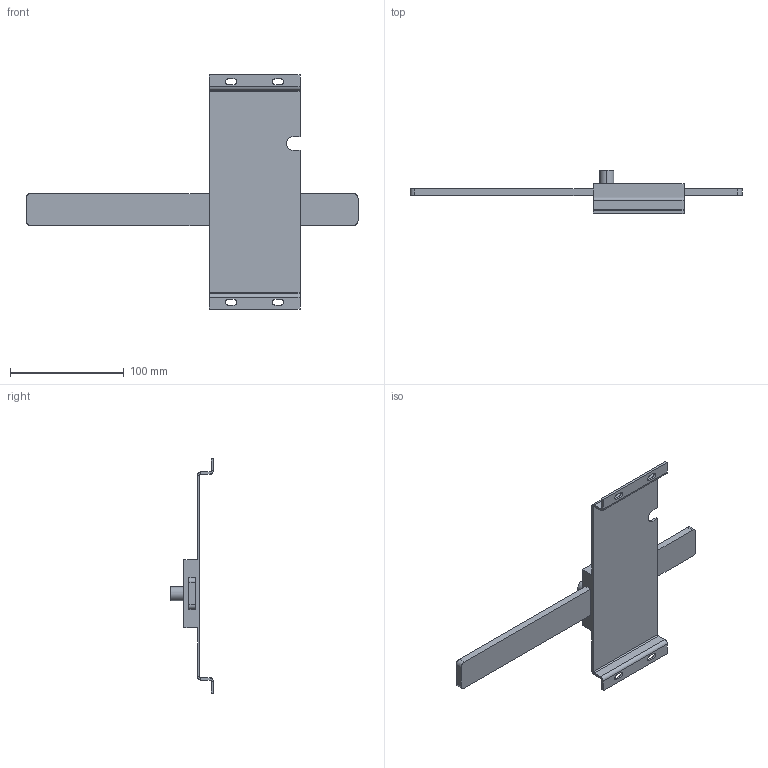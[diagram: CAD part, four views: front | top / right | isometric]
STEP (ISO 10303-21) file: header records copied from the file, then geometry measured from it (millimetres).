
FILE_DESCRIPTION (( 'STEP AP203' ), '1' );
FILE_NAME ('Ìåõàíè÷åñêàÿ âçàèìíàÿ áëîêèðîâêà 2-õ 4Ð ÂÀ-99Ì 630.STEP', '2018-09-04T06:02:53', ( '' ), ( '' ), 'SwSTEP 2.0', 'SolidWorks 2017', '' );
FILE_SCHEMA (( 'CONFIG_CONTROL_DESIGN' ));
Length unit declared in the file: millimetre
Products named in the file (1): Ìåõàíè÷åñêàÿ âçàèìíàÿ áëîêèðîâêà 2-õ 4Ð ÂÀ-99Ì 630
Bounding box: 292 x 37.7 x 206 mm (x, y, z)
Volume: 126672.9 mm3; surface area: 56111.4 mm2
Topology: 1 solids, 1 shells, 84 faces, 202 edges, 124 vertices
Faces by surface type: plane 59, cylinder 25
Entity records: 2493 total; most frequent: DIRECTION 422, CARTESIAN_POINT 411, ORIENTED_EDGE 404, EDGE_CURVE 202, LINE 152, VECTOR 152, AXIS2_PLACEMENT_3D 135, VERTEX_POINT 124
